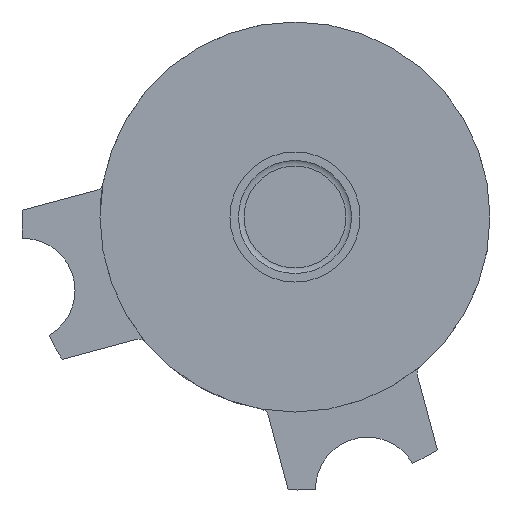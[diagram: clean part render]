
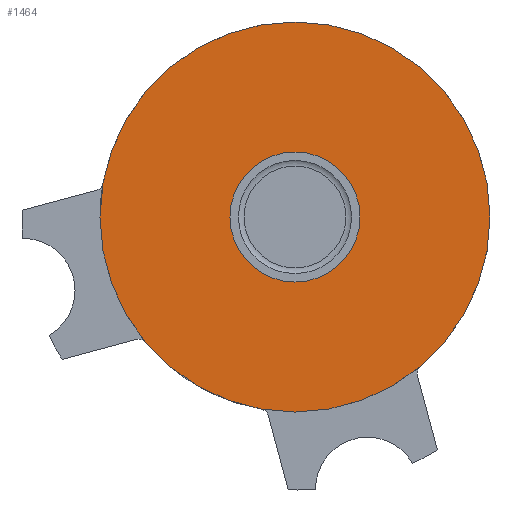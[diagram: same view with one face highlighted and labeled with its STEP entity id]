
A CAD part, left-side view. The second image highlights one B-rep face of the part: STEP entity #1464.
In plain terms, the highlighted planar face has unit normal (-1, 0, 0).
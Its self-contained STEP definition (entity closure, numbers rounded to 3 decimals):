
#284=PLANE('',#1593);
#335=CIRCLE('',#1594,22.5);
#336=CIRCLE('',#1595,7.5);
#552=ORIENTED_EDGE('',*,*,#937,.F.);
#553=ORIENTED_EDGE('',*,*,#938,.T.);
#937=EDGE_CURVE('',#1127,#1127,#335,.T.);
#938=EDGE_CURVE('',#1128,#1128,#336,.T.);
#1127=VERTEX_POINT('',#3282);
#1128=VERTEX_POINT('',#3284);
#1239=EDGE_LOOP('',(#552));
#1240=EDGE_LOOP('',(#553));
#1353=FACE_BOUND('',#1239,.T.);
#1354=FACE_BOUND('',#1240,.T.);
#1464=ADVANCED_FACE('',(#1353,#1354),#284,.T.);
#1593=AXIS2_PLACEMENT_3D('',#3280,#1885,#1886);
#1594=AXIS2_PLACEMENT_3D('',#3281,#1887,#1888);
#1595=AXIS2_PLACEMENT_3D('',#3283,#1889,#1890);
#1885=DIRECTION('',(-1.,0.,0.));
#1886=DIRECTION('',(0.,-1.,0.));
#1887=DIRECTION('',(1.,0.,0.));
#1888=DIRECTION('',(0.,1.,0.));
#1889=DIRECTION('',(1.,0.,0.));
#1890=DIRECTION('',(0.,1.,0.));
#3280=CARTESIAN_POINT('',(0.,7.5,0.));
#3281=CARTESIAN_POINT('',(0.,0.,0.));
#3282=CARTESIAN_POINT('',(0.,22.5,0.));
#3283=CARTESIAN_POINT('',(0.,0.,0.));
#3284=CARTESIAN_POINT('',(0.,7.5,0.));
